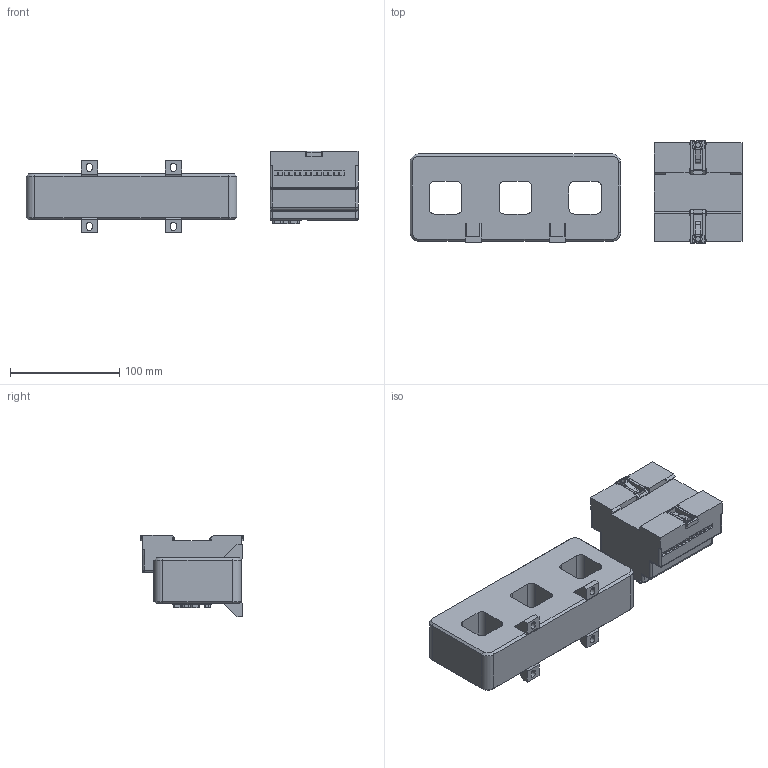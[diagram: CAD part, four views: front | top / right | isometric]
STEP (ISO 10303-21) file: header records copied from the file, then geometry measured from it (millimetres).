
FILE_DESCRIPTION (( 'STEP AP214' ), '1' );
FILE_NAME ('67CDS16 100-400 .STEP', '2025-04-12T08:19:27', ( '' ), ( 'Microsoft' ), 'SwSTEP 2.0', 'SolidWorks 2014', '' );
FILE_SCHEMA (( 'AUTOMOTIVE_DESIGN' ));
Length unit declared in the file: millimetre
Products named in the file (4): 67CDS16 100-400 ; CDS16; 絳寢諶; 100-400
Assembly tree (4 placements, depth 2):
  67CDS16 100-400 
    CDS16
    絳寢諶  x2
    100-400
Bounding box: 303.96 x 93.9 x 75 mm (x, y, z)
Volume: 907230.7 mm3; surface area: 104507.3 mm2
Topology: 4 solids, 4 shells, 598 faces, 1504 edges, 954 vertices
Faces by surface type: plane 408, cylinder 162, bspline 14, cone 8, torus 6
Entity records: 16830 total; most frequent: CARTESIAN_POINT 3489, ORIENTED_EDGE 2728, DIRECTION 2694, EDGE_CURVE 1364, VECTOR 1048, LINE 1048, VERTEX_POINT 874, AXIS2_PLACEMENT_3D 823
